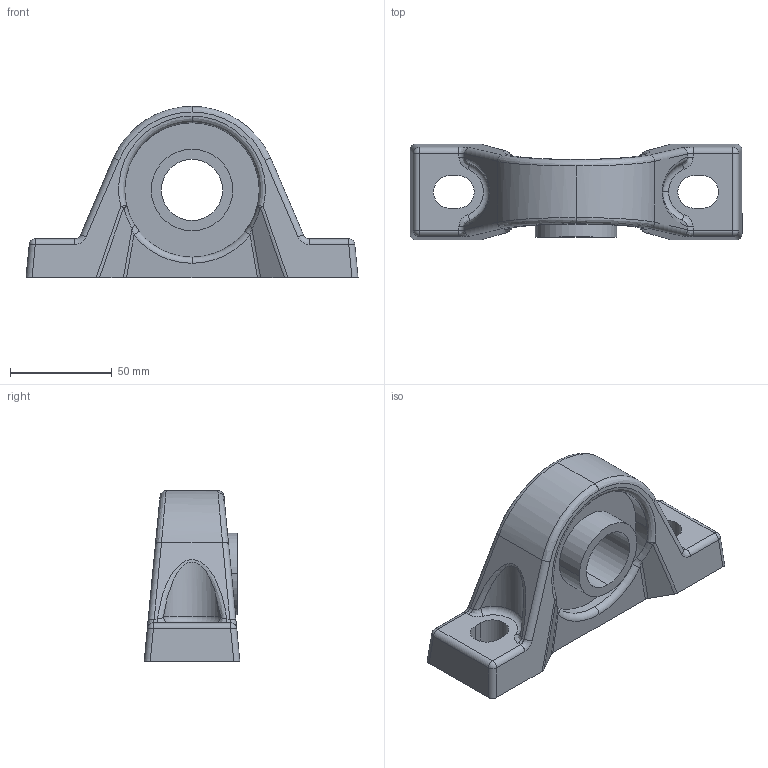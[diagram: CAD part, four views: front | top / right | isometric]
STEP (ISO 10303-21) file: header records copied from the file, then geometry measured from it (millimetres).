
FILE_DESCRIPTION (( 'STEP AP203' ), '1' );
FILE_NAME ('roul_010_Défaut_sldprt.STEP', '2019-10-30T08:17:16', ( '' ), ( '' ), 'SwSTEP 2.0', 'SolidWorks 2017', '' );
FILE_SCHEMA (( 'CONFIG_CONTROL_DESIGN' ));
Length unit declared in the file: millimetre
Products named in the file (1): roul_010_Défaut_sldprt
Bounding box: 163 x 47 x 84 mm (x, y, z)
Volume: 223216.5 mm3; surface area: 42433.3 mm2
Topology: 1 solids, 1 shells, 108 faces, 258 edges, 154 vertices
Faces by surface type: cylinder 47, bspline 24, plane 23, sphere 8, torus 6
Entity records: 4074 total; most frequent: CARTESIAN_POINT 1698, ORIENTED_EDGE 516, DIRECTION 458, EDGE_CURVE 258, AXIS2_PLACEMENT_3D 181, VERTEX_POINT 154, EDGE_LOOP 116, ADVANCED_FACE 108
